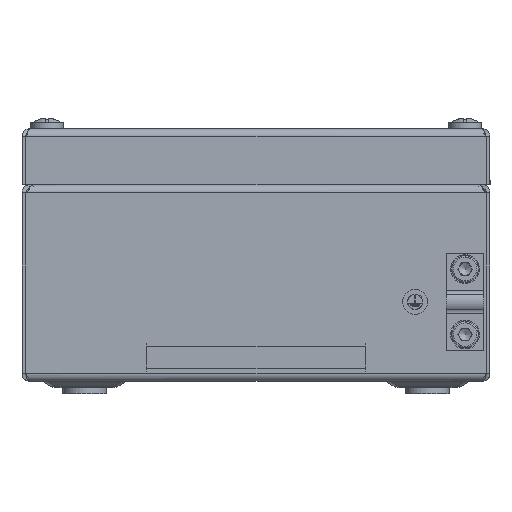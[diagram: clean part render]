
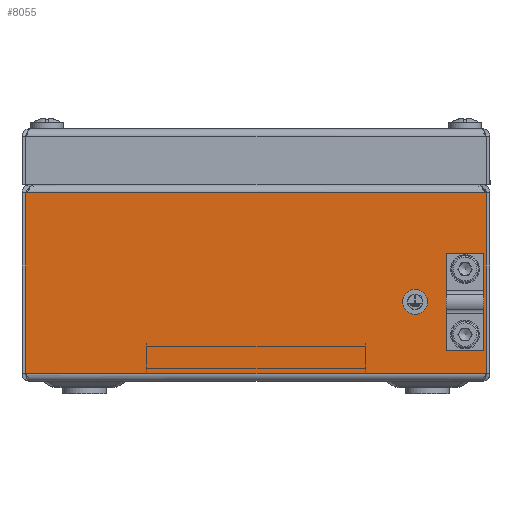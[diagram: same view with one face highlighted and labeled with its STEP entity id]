
A CAD part, left-side view. The second image highlights one B-rep face of the part: STEP entity #8055.
In plain terms, the highlighted planar face has unit normal (-1, 0, 0).
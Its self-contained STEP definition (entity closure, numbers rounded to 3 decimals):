
#494=FACE_BOUND('',#1631,.T.);
#495=FACE_BOUND('',#1632,.T.);
#696=PLANE('',#8735);
#1033=FACE_OUTER_BOUND('',#1630,.T.);
#1630=EDGE_LOOP('',(#5960,#5961,#5962,#5963));
#1631=EDGE_LOOP('',(#5964));
#1632=EDGE_LOOP('',(#5965));
#2209=CIRCLE('',#8635,3.55);
#2211=CIRCLE('',#8638,3.55);
#2630=LINE('',#12680,#3233);
#2635=LINE('',#12690,#3238);
#2636=LINE('',#12692,#3239);
#2637=LINE('',#12693,#3240);
#3233=VECTOR('',#9979,1000.);
#3238=VECTOR('',#9988,1000.);
#3239=VECTOR('',#9989,1000.);
#3240=VECTOR('',#9990,1000.);
#3781=VERTEX_POINT('',#12048);
#3783=VERTEX_POINT('',#12053);
#3918=VERTEX_POINT('',#12677);
#3919=VERTEX_POINT('',#12679);
#3922=VERTEX_POINT('',#12689);
#3923=VERTEX_POINT('',#12691);
#4511=EDGE_CURVE('',#3781,#3781,#2209,.T.);
#4513=EDGE_CURVE('',#3783,#3783,#2211,.T.);
#4668=EDGE_CURVE('',#3918,#3919,#2630,.T.);
#4673=EDGE_CURVE('',#3918,#3922,#2635,.T.);
#4674=EDGE_CURVE('',#3923,#3922,#2636,.T.);
#4675=EDGE_CURVE('',#3919,#3923,#2637,.T.);
#5960=ORIENTED_EDGE('',*,*,#4673,.T.);
#5961=ORIENTED_EDGE('',*,*,#4674,.F.);
#5962=ORIENTED_EDGE('',*,*,#4675,.F.);
#5963=ORIENTED_EDGE('',*,*,#4668,.F.);
#5964=ORIENTED_EDGE('',*,*,#4511,.F.);
#5965=ORIENTED_EDGE('',*,*,#4513,.F.);
#8055=ADVANCED_FACE('',(#1033,#494,#495),#696,.F.);
#8635=AXIS2_PLACEMENT_3D('',#12049,#9707,#9708);
#8638=AXIS2_PLACEMENT_3D('',#12054,#9713,#9714);
#8735=AXIS2_PLACEMENT_3D('',#12688,#9986,#9987);
#9707=DIRECTION('center_axis',(-1.,0.,0.));
#9708=DIRECTION('ref_axis',(0.,0.,
1.));
#9713=DIRECTION('center_axis',(-1.,0.,0.));
#9714=DIRECTION('ref_axis',(0.,0.,
1.));
#9979=DIRECTION('',(0.,0.,-1.));
#9986=DIRECTION('center_axis',(1.,0.,0.));
#9987=DIRECTION('ref_axis',(0.,0.,1.));
#9988=DIRECTION('',(0.,1.,0.));
#9989=DIRECTION('',(0.,0.,1.));
#9990=DIRECTION('',(0.,1.,0.));
#12048=CARTESIAN_POINT('',(-200.,-67.,39.55));
#12049=CARTESIAN_POINT('Origin',(-200.,-67.,36.));
#12053=CARTESIAN_POINT('',(-200.,-67.,18.55));
#12054=CARTESIAN_POINT('Origin',(-200.,-67.,15.));
#12677=CARTESIAN_POINT('',(-200.,-73.743,60.5));
#12679=CARTESIAN_POINT('',(-200.,-73.743,2.5));
#12680=CARTESIAN_POINT('',(-200.,-73.743,63.));
#12688=CARTESIAN_POINT('Origin',(-200.,-2075.,63.));
#12689=CARTESIAN_POINT('',(-200.,73.743,60.5));
#12690=CARTESIAN_POINT('',(-200.,-73.743,60.5));
#12691=CARTESIAN_POINT('',(-200.,73.743,2.5));
#12692=CARTESIAN_POINT('',(-200.,73.743,63.));
#12693=CARTESIAN_POINT('',(-200.,-2075.,2.5));
